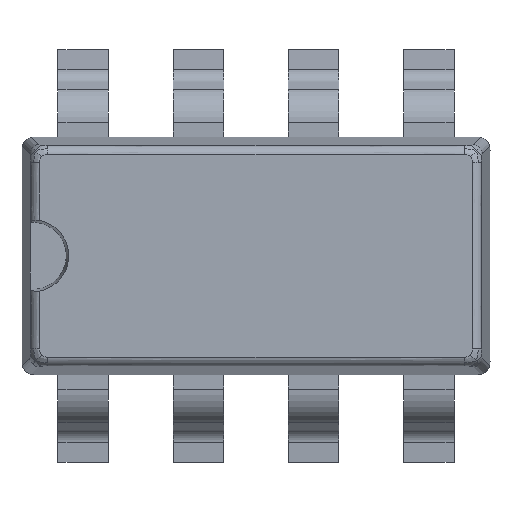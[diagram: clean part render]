
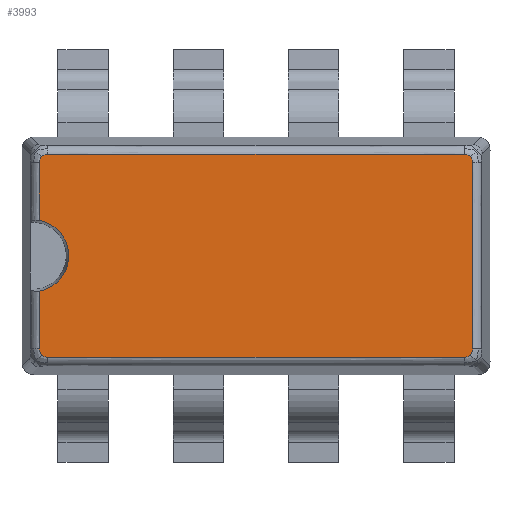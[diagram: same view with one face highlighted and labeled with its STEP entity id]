
A CAD part, top view. The second image highlights one B-rep face of the part: STEP entity #3993.
In plain terms, the highlighted planar face has unit normal (0, 0, 1).
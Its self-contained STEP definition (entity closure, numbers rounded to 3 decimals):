
#171=B_SPLINE_CURVE_WITH_KNOTS('',3,(#9459,#9460,#9461,#9462),
 .UNSPECIFIED.,.F.,.F.,(4,4),(-0.017,0.023),
 .UNSPECIFIED.);
#189=B_SPLINE_CURVE_WITH_KNOTS('',3,(#10004,#10005,#10006,#10007),
 .UNSPECIFIED.,.F.,.F.,(4,4),(-0.226,0.063),
 .UNSPECIFIED.);
#196=B_SPLINE_CURVE_WITH_KNOTS('',3,(#10197,#10198,#10199,#10200),
 .UNSPECIFIED.,.F.,.F.,(4,4),(-0.106,0.023),
 .UNSPECIFIED.);
#198=B_SPLINE_CURVE_WITH_KNOTS('',3,(#10233,#10234,#10235,#10236),
 .UNSPECIFIED.,.F.,.F.,(4,4),(-0.226,0.063),
 .UNSPECIFIED.);
#201=B_SPLINE_CURVE_WITH_KNOTS('',3,(#10301,#10302,#10303,#10304),
 .UNSPECIFIED.,.F.,.F.,(4,4),(-0.106,-0.066),
 .UNSPECIFIED.);
#615=FACE_OUTER_BOUND('',#848,.T.);
#848=EDGE_LOOP('',(#3656,#3657,#3658,#3659,#3660,#3661,#3662,#3663,#3664,
#3665,#3666,#3667,#3668,#3669));
#1403=CIRCLE('',#4197,0.057);
#1408=CIRCLE('',#4202,0.057);
#1420=CIRCLE('',#4214,0.057);
#1425=CIRCLE('',#4219,0.057);
#1468=CIRCLE('',#4264,0.25);
#1476=CIRCLE('',#4273,0.057);
#1477=CIRCLE('',#4274,0.057);
#1479=CIRCLE('',#4276,0.057);
#1480=CIRCLE('',#4277,0.057);
#1699=VERTEX_POINT('',#6059);
#1700=VERTEX_POINT('',#6066);
#1711=VERTEX_POINT('',#6317);
#1712=VERTEX_POINT('',#6324);
#1739=VERTEX_POINT('',#6931);
#1740=VERTEX_POINT('',#6938);
#1751=VERTEX_POINT('',#7189);
#1752=VERTEX_POINT('',#7196);
#1852=VERTEX_POINT('',#9312);
#1853=VERTEX_POINT('',#9359);
#1855=VERTEX_POINT('',#9458);
#1863=VERTEX_POINT('',#9965);
#1865=VERTEX_POINT('',#10115);
#1866=VERTEX_POINT('',#10158);
#2193=EDGE_CURVE('',#1699,#1700,#1403,.T.);
#2209=EDGE_CURVE('',#1711,#1712,#1408,.T.);
#2247=EDGE_CURVE('',#1739,#1740,#1420,.T.);
#2263=EDGE_CURVE('',#1751,#1752,#1425,.T.);
#2399=EDGE_CURVE('',#1853,#1852,#1468,.T.);
#2407=EDGE_CURVE('',#1853,#1855,#171,.T.);
#2430=EDGE_CURVE('',#1855,#1751,#1476,.T.);
#2432=EDGE_CURVE('',#1863,#1739,#1477,.T.);
#2434=EDGE_CURVE('',#1752,#1863,#189,.T.);
#2440=EDGE_CURVE('',#1865,#1711,#1479,.T.);
#2442=EDGE_CURVE('',#1866,#1699,#1480,.T.);
#2444=EDGE_CURVE('',#1740,#1866,#196,.T.);
#2446=EDGE_CURVE('',#1700,#1865,#198,.T.);
#2449=EDGE_CURVE('',#1712,#1852,#201,.T.);
#3656=ORIENTED_EDGE('',*,*,#2399,.T.);
#3657=ORIENTED_EDGE('',*,*,#2449,.F.);
#3658=ORIENTED_EDGE('',*,*,#2209,.F.);
#3659=ORIENTED_EDGE('',*,*,#2440,.F.);
#3660=ORIENTED_EDGE('',*,*,#2446,.F.);
#3661=ORIENTED_EDGE('',*,*,#2193,.F.);
#3662=ORIENTED_EDGE('',*,*,#2442,.F.);
#3663=ORIENTED_EDGE('',*,*,#2444,.F.);
#3664=ORIENTED_EDGE('',*,*,#2247,.F.);
#3665=ORIENTED_EDGE('',*,*,#2432,.F.);
#3666=ORIENTED_EDGE('',*,*,#2434,.F.);
#3667=ORIENTED_EDGE('',*,*,#2263,.F.);
#3668=ORIENTED_EDGE('',*,*,#2430,.F.);
#3669=ORIENTED_EDGE('',*,*,#2407,.F.);
#3760=PLANE('',#4286);
#3993=ADVANCED_FACE('',(#615),#3760,.T.);
#4197=AXIS2_PLACEMENT_3D('',#6067,#4884,#4885);
#4202=AXIS2_PLACEMENT_3D('',#6325,#4894,#4895);
#4214=AXIS2_PLACEMENT_3D('',#6939,#4918,#4919);
#4219=AXIS2_PLACEMENT_3D('',#7197,#4928,#4929);
#4264=AXIS2_PLACEMENT_3D('',#9360,#5020,#5021);
#4273=AXIS2_PLACEMENT_3D('',#9928,#5039,#5040);
#4274=AXIS2_PLACEMENT_3D('',#9971,#5041,#5042);
#4276=AXIS2_PLACEMENT_3D('',#10121,#5045,#5046);
#4277=AXIS2_PLACEMENT_3D('',#10164,#5047,#5048);
#4286=AXIS2_PLACEMENT_3D('',#10657,#5065,#5066);
#4884=DIRECTION('center_axis',(0.,0.,-1.));
#4885=DIRECTION('ref_axis',(0.707,-0.707,0.));
#4894=DIRECTION('center_axis',(0.,0.,-1.));
#4895=DIRECTION('ref_axis',(-0.707,-0.707,0.));
#4918=DIRECTION('center_axis',(0.,0.,-1.));
#4919=DIRECTION('ref_axis',(0.707,0.707,0.));
#4928=DIRECTION('center_axis',(0.,0.,-1.));
#4929=DIRECTION('ref_axis',(-0.707,0.707,0.));
#5020=DIRECTION('center_axis',(0.,0.,-1.));
#5021=DIRECTION('ref_axis',(-1.,0.,0.));
#5039=DIRECTION('center_axis',(0.,0.,-1.));
#5040=DIRECTION('ref_axis',(-0.707,0.707,0.));
#5041=DIRECTION('center_axis',(0.,0.,-1.));
#5042=DIRECTION('ref_axis',(0.707,0.707,0.));
#5045=DIRECTION('center_axis',(0.,0.,-1.));
#5046=DIRECTION('ref_axis',(-0.707,-0.707,0.));
#5047=DIRECTION('center_axis',(0.,0.,-1.));
#5048=DIRECTION('ref_axis',(0.707,-0.707,0.));
#5065=DIRECTION('center_axis',(0.,0.,1.));
#5066=DIRECTION('ref_axis',(1.,0.,0.));
#6059=CARTESIAN_POINT('',(1.488,-0.688,1.05));
#6066=CARTESIAN_POINT('',(1.447,-0.704,1.05));
#6067=CARTESIAN_POINT('Origin',(1.447,-0.647,1.05));
#6317=CARTESIAN_POINT('',(-1.488,-0.688,1.05));
#6324=CARTESIAN_POINT('',(-1.504,-0.647,1.05));
#6325=CARTESIAN_POINT('Origin',(-1.447,-0.647,1.05));
#6931=CARTESIAN_POINT('',(1.488,0.688,1.05));
#6938=CARTESIAN_POINT('',(1.504,0.647,1.05));
#6939=CARTESIAN_POINT('Origin',(1.447,0.647,1.05));
#7189=CARTESIAN_POINT('',(-1.488,0.688,1.05));
#7196=CARTESIAN_POINT('',(-1.447,0.704,1.05));
#7197=CARTESIAN_POINT('Origin',(-1.447,0.647,1.05));
#9312=CARTESIAN_POINT('',(-1.504,-0.246,1.05));
#9359=CARTESIAN_POINT('',(-1.504,0.246,1.05));
#9360=CARTESIAN_POINT('Origin',(-1.55,0.,1.05));
#9458=CARTESIAN_POINT('',(-1.504,0.647,1.05));
#9459=CARTESIAN_POINT('Ctrl Pts',(-1.504,0.246,1.05));
#9460=CARTESIAN_POINT('Ctrl Pts',(-1.504,0.38,1.05));
#9461=CARTESIAN_POINT('Ctrl Pts',(-1.504,0.513,1.05));
#9462=CARTESIAN_POINT('Ctrl Pts',(-1.504,0.647,1.05));
#9928=CARTESIAN_POINT('Origin',(-1.447,0.647,1.05));
#9965=CARTESIAN_POINT('',(1.447,0.704,1.05));
#9971=CARTESIAN_POINT('Origin',(1.447,0.647,1.05));
#10004=CARTESIAN_POINT('Ctrl Pts',(-1.447,0.704,
1.05));
#10005=CARTESIAN_POINT('Ctrl Pts',(-0.482,0.704,
1.05));
#10006=CARTESIAN_POINT('Ctrl Pts',(0.482,0.704,
1.05));
#10007=CARTESIAN_POINT('Ctrl Pts',(1.447,0.704,1.05));
#10115=CARTESIAN_POINT('',(-1.447,-0.704,1.05));
#10121=CARTESIAN_POINT('Origin',(-1.447,-0.647,1.05));
#10158=CARTESIAN_POINT('',(1.504,-0.647,1.05));
#10164=CARTESIAN_POINT('Origin',(1.447,-0.647,1.05));
#10197=CARTESIAN_POINT('Ctrl Pts',(1.504,0.647,1.05));
#10198=CARTESIAN_POINT('Ctrl Pts',(1.504,0.216,1.05));
#10199=CARTESIAN_POINT('Ctrl Pts',(1.504,-0.216,1.05));
#10200=CARTESIAN_POINT('Ctrl Pts',(1.504,-0.647,1.05));
#10233=CARTESIAN_POINT('Ctrl Pts',(1.447,-0.704,
1.05));
#10234=CARTESIAN_POINT('Ctrl Pts',(0.482,-0.704,
1.05));
#10235=CARTESIAN_POINT('Ctrl Pts',(-0.482,-0.704,
1.05));
#10236=CARTESIAN_POINT('Ctrl Pts',(-1.447,-0.704,
1.05));
#10301=CARTESIAN_POINT('Ctrl Pts',(-1.504,-0.647,
1.05));
#10302=CARTESIAN_POINT('Ctrl Pts',(-1.504,-0.513,
1.05));
#10303=CARTESIAN_POINT('Ctrl Pts',(-1.504,-0.38,
1.05));
#10304=CARTESIAN_POINT('Ctrl Pts',(-1.504,-0.246,
1.05));
#10657=CARTESIAN_POINT('Origin',(0.,0.,
1.05));
